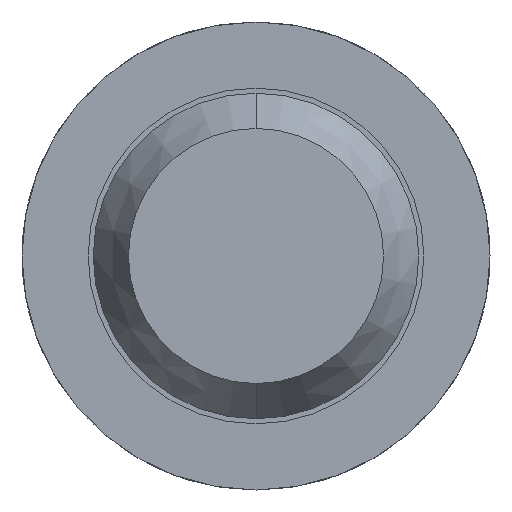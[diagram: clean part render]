
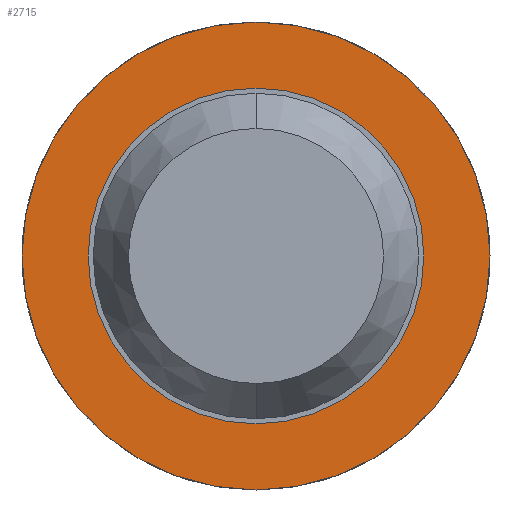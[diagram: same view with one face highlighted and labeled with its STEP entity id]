
A CAD part, front view. The second image highlights one B-rep face of the part: STEP entity #2715.
In plain terms, the highlighted planar face has unit normal (0, -1, 0).
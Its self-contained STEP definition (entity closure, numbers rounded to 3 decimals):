
#16 = DIRECTION ( 'NONE',  ( 0., 1., 0. ) ) ;
#178 = FACE_OUTER_BOUND ( 'NONE', #4941, .T. ) ;
#369 = CIRCLE ( 'NONE', #4043, 1.15 ) ;
#437 = CARTESIAN_POINT ( 'NONE',  ( 0., -1.7, 0. ) ) ;
#445 = CIRCLE ( 'NONE', #2404, 0.825 ) ;
#461 = DIRECTION ( 'NONE',  ( 0., 1., 0. ) ) ;
#479 = PLANE ( 'NONE',  #3017 ) ;
#589 = CARTESIAN_POINT ( 'NONE',  ( 0., -1.7, 0. ) ) ;
#807 = ORIENTED_EDGE ( 'NONE', *, *, #5201, .F. ) ;
#864 = CIRCLE ( 'NONE', #3756, 0.825 ) ;
#934 = CIRCLE ( 'NONE', #2073, 1.15 ) ;
#1014 = CARTESIAN_POINT ( 'NONE',  ( 0.825, -1.7, 0. ) ) ;
#1367 = CARTESIAN_POINT ( 'NONE',  ( 0., -1.7, 0. ) ) ;
#1559 = EDGE_LOOP ( 'NONE', ( #2026, #3636 ) ) ;
#2002 = VERTEX_POINT ( 'NONE', #4353 ) ;
#2026 = ORIENTED_EDGE ( 'NONE', *, *, #4781, .T. ) ;
#2073 = AXIS2_PLACEMENT_3D ( 'NONE', #589, #3762, #3702 ) ;
#2163 = DIRECTION ( 'NONE',  ( 0., 0., 1. ) ) ;
#2328 = EDGE_CURVE ( 'NONE', #4812, #4620, #934, .T. ) ;
#2364 = DIRECTION ( 'NONE',  ( 0., 0., 1. ) ) ;
#2404 = AXIS2_PLACEMENT_3D ( 'NONE', #5565, #16, #3713 ) ;
#2682 = DIRECTION ( 'NONE',  ( 0., 0., 1. ) ) ;
#2715 = ADVANCED_FACE ( 'NONE', ( #178, #3950 ), #479, .F. ) ;
#2771 = CARTESIAN_POINT ( 'NONE',  ( 0., -1.7, -1.15 ) ) ;
#3017 = AXIS2_PLACEMENT_3D ( 'NONE', #1014, #4199, #2364 ) ;
#3113 = CARTESIAN_POINT ( 'NONE',  ( 0., -1.7, 1.15 ) ) ;
#3238 = VERTEX_POINT ( 'NONE', #4971 ) ;
#3636 = ORIENTED_EDGE ( 'NONE', *, *, #4623, .T. ) ;
#3702 = DIRECTION ( 'NONE',  ( 0., 0., 1. ) ) ;
#3713 = DIRECTION ( 'NONE',  ( 0., 0., 1. ) ) ;
#3756 = AXIS2_PLACEMENT_3D ( 'NONE', #437, #461, #2163 ) ;
#3762 = DIRECTION ( 'NONE',  ( 0., 1., 0. ) ) ;
#3950 = FACE_BOUND ( 'NONE', #1559, .T. ) ;
#4043 = AXIS2_PLACEMENT_3D ( 'NONE', #1367, #4951, #2682 ) ;
#4199 = DIRECTION ( 'NONE',  ( 0., 1., 0. ) ) ;
#4353 = CARTESIAN_POINT ( 'NONE',  ( 0., -1.7, 0.825 ) ) ;
#4620 = VERTEX_POINT ( 'NONE', #3113 ) ;
#4623 = EDGE_CURVE ( 'NONE', #3238, #2002, #864, .T. ) ;
#4781 = EDGE_CURVE ( 'NONE', #2002, #3238, #445, .T. ) ;
#4812 = VERTEX_POINT ( 'NONE', #2771 ) ;
#4846 = ORIENTED_EDGE ( 'NONE', *, *, #2328, .F. ) ;
#4941 = EDGE_LOOP ( 'NONE', ( #807, #4846 ) ) ;
#4951 = DIRECTION ( 'NONE',  ( 0., 1., 0. ) ) ;
#4971 = CARTESIAN_POINT ( 'NONE',  ( 0., -1.7, -0.825 ) ) ;
#5201 = EDGE_CURVE ( 'NONE', #4620, #4812, #369, .T. ) ;
#5565 = CARTESIAN_POINT ( 'NONE',  ( 0., -1.7, 0. ) ) ;
